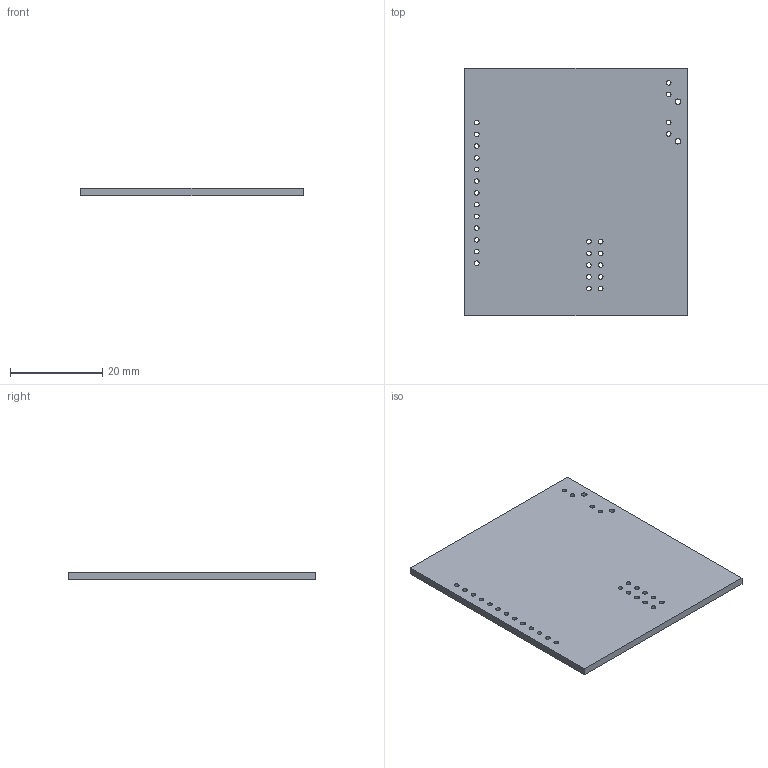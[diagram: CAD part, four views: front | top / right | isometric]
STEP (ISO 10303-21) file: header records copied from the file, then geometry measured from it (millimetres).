
FILE_DESCRIPTION(('KiCad electronic assembly'),'2;1');
FILE_NAME('LVBMS_A_Sample_R2.step','2023-04-08T12:48:20',('Pcbnew'),( 'Kicad'),'Open CASCADE STEP processor 7.6','KiCad to STEP converter' ,'Unknown');
FILE_SCHEMA(('AUTOMOTIVE_DESIGN { 1 0 10303 214 1 1 1 1 }'));
Length unit declared in the file: millimetre
Products named in the file (2): LVBMS_A_Sample_R2 1; LVBMS_A_Sample_R2 PCB
Assembly tree (1 placements, depth 2):
  LVBMS_A_Sample_R2 1
    LVBMS_A_Sample_R2 PCB
Bounding box: 48.21 x 53.54 x 1.6 mm (x, y, z)
Volume: 4092.5 mm3; surface area: 5589 mm2
Topology: 1 solids, 1 shells, 35 faces, 99 edges, 66 vertices
Faces by surface type: cylinder 29, plane 6
Full cylindrical faces by diameter (mm): 1 x27, 1.2 x2
Entity records: 2621 total; most frequent: DIRECTION 429, CARTESIAN_POINT 400, ORIENTED_EDGE 198, PCURVE 198, DEFINITIONAL_REPRESENTATION 198, LINE 181, VECTOR 181, CIRCLE 116
